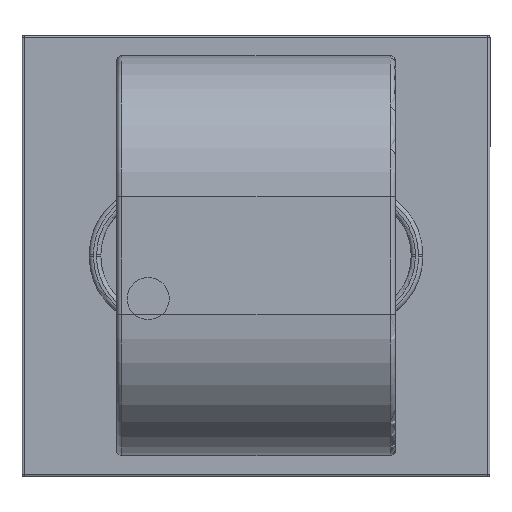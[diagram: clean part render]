
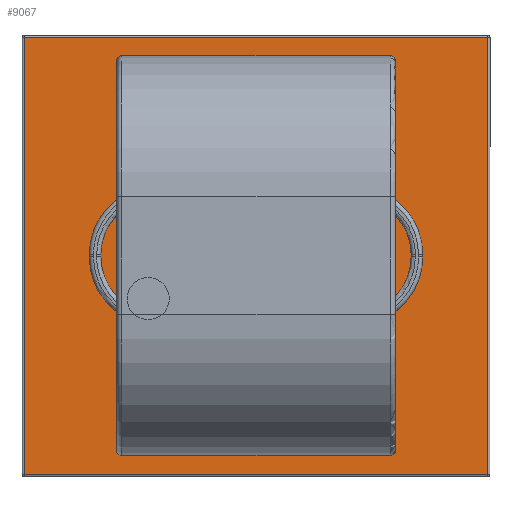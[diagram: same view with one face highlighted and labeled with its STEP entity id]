
A CAD part, top view. The second image highlights one B-rep face of the part: STEP entity #9067.
In plain terms, the highlighted planar face has unit normal (0, 0, 1).
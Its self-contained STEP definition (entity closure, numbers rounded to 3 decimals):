
#8872=CARTESIAN_POINT('',(-2.205,-2.08,0.3));
#8873=VERTEX_POINT('',#8872);
#8882=CARTESIAN_POINT('',(2.205,-2.08,0.3));
#8883=VERTEX_POINT('',#8882);
#8891=CARTESIAN_POINT('',(2.205,-2.08,0.3));
#8892=DIRECTION('',(-1.0,0.0,0.0));
#8893=VECTOR('',#8892,4.41);
#8894=LINE('',#8891,#8893);
#8895=EDGE_CURVE('',#8883,#8873,#8894,.T.);
#8941=CARTESIAN_POINT('',(-2.205,2.08,0.3));
#8942=VERTEX_POINT('',#8941);
#8958=CARTESIAN_POINT('',(-2.205,-2.08,0.3));
#8959=DIRECTION('',(0.0,1.0,0.0));
#8960=VECTOR('',#8959,4.16);
#8961=LINE('',#8958,#8960);
#8962=EDGE_CURVE('',#8873,#8942,#8961,.T.);
#8990=CARTESIAN_POINT('',(2.205,2.08,0.3));
#8991=VERTEX_POINT('',#8990);
#9007=CARTESIAN_POINT('',(-2.205,2.08,0.3));
#9008=DIRECTION('',(1.0,0.0,0.0));
#9009=VECTOR('',#9008,4.41);
#9010=LINE('',#9007,#9009);
#9011=EDGE_CURVE('',#8942,#8991,#9010,.T.);
#9036=CARTESIAN_POINT('',(2.205,2.08,0.3));
#9037=DIRECTION('',(0.0,-1.0,0.0));
#9038=VECTOR('',#9037,4.16);
#9039=LINE('',#9036,#9038);
#9040=EDGE_CURVE('',#8991,#8883,#9039,.T.);
#9056=CARTESIAN_POINT('',(-2.426,2.288,0.3));
#9057=DIRECTION('',(0.0,0.0,1.0));
#9058=DIRECTION('',(0.0,-1.0,0.0));
#9059=AXIS2_PLACEMENT_3D('',#9056,#9057,#9058);
#9060=PLANE('',#9059);
#9061=ORIENTED_EDGE('',*,*,#8962,.F.);
#9062=ORIENTED_EDGE('',*,*,#8895,.F.);
#9063=ORIENTED_EDGE('',*,*,#9040,.F.);
#9064=ORIENTED_EDGE('',*,*,#9011,.F.);
#9065=EDGE_LOOP('',(#9061,#9062,#9063,#9064));
#9066=FACE_OUTER_BOUND('',#9065,.T.);
#9067=ADVANCED_FACE('',(#9066),#9060,.T.);
